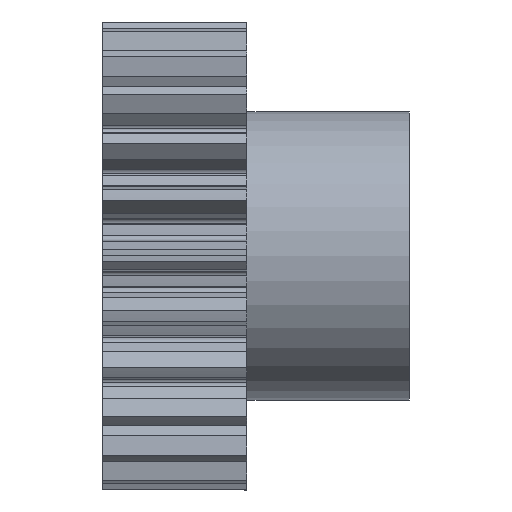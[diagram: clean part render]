
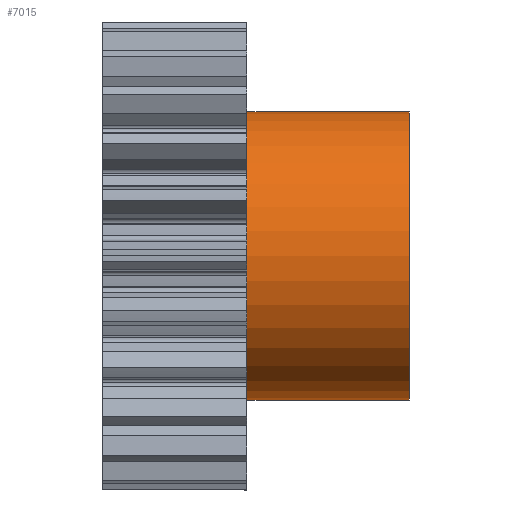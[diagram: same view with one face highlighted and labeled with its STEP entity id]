
A CAD part, top view. The second image highlights one B-rep face of the part: STEP entity #7015.
In plain terms, the highlighted cylindrical face has radius 8 mm (diameter 16 mm), a partial arc.
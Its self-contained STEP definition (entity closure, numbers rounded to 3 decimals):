
#6954=CARTESIAN_POINT('Axis2P3D Location',(13.,0.,0.)) ;
#6958=CARTESIAN_POINT('Vertex',(13.,8.,0.)) ;
#6960=CARTESIAN_POINT('Vertex',(13.,-8.,0.)) ;
#6973=CARTESIAN_POINT('Axis2P3D Location',(18.5,0.,0.)) ;
#6978=CARTESIAN_POINT('Line Origine',(17.5,8.,0.)) ;
#6982=CARTESIAN_POINT('Vertex',(22.,8.,0.)) ;
#6989=CARTESIAN_POINT('Vertex',(22.,-8.,0.)) ;
#6992=CARTESIAN_POINT('Line Origine',(17.5,-8.,0.)) ;
#7004=CARTESIAN_POINT('Axis2P3D Location',(22.,0.,0.)) ;
#6955=DIRECTION('Axis2P3D Direction',(-1.,0.,0.)) ;
#6974=DIRECTION('Axis2P3D Direction',(1.,0.,-0.)) ;
#6975=DIRECTION('Axis2P3D XDirection',(0.,1.,0.)) ;
#6979=DIRECTION('Vector Direction',(1.,0.,0.)) ;
#6993=DIRECTION('Vector Direction',(1.,0.,0.)) ;
#7005=DIRECTION('Axis2P3D Direction',(1.,0.,-0.)) ;
#6956=AXIS2_PLACEMENT_3D('Circle Axis2P3D',#6954,#6955,$) ;
#6976=AXIS2_PLACEMENT_3D('Cylinder Axis2P3D',#6973,#6974,#6975) ;
#7006=AXIS2_PLACEMENT_3D('Circle Axis2P3D',#7004,#7005,$) ;
#7010=ORIENTED_EDGE('',*,*,#6962,.T.) ;
#7011=ORIENTED_EDGE('',*,*,#6996,.F.) ;
#7012=ORIENTED_EDGE('',*,*,#7008,.F.) ;
#7013=ORIENTED_EDGE('',*,*,#6984,.T.) ;
#6980=VECTOR('Line Direction',#6979,1.) ;
#6994=VECTOR('Line Direction',#6993,1.) ;
#7015=ADVANCED_FACE('_22400-0110150024',(#7014),#6977,.T.) ;
#6957=CIRCLE('generated circle',#6956,8.) ;
#7007=CIRCLE('generated circle',#7006,8.) ;
#6977=CYLINDRICAL_SURFACE('generated cylinder',#6976,8.) ;
#6962=EDGE_CURVE('',#6959,#6961,#6957,.F.) ;
#6984=EDGE_CURVE('',#6983,#6959,#6981,.F.) ;
#6996=EDGE_CURVE('',#6990,#6961,#6995,.F.) ;
#7008=EDGE_CURVE('',#6983,#6990,#7007,.T.) ;
#7009=EDGE_LOOP('',(#7010,#7011,#7012,#7013)) ;
#7014=FACE_OUTER_BOUND('',#7009,.T.) ;
#6981=LINE('Line',#6978,#6980) ;
#6995=LINE('Line',#6992,#6994) ;
#6959=VERTEX_POINT('',#6958) ;
#6961=VERTEX_POINT('',#6960) ;
#6983=VERTEX_POINT('',#6982) ;
#6990=VERTEX_POINT('',#6989) ;
